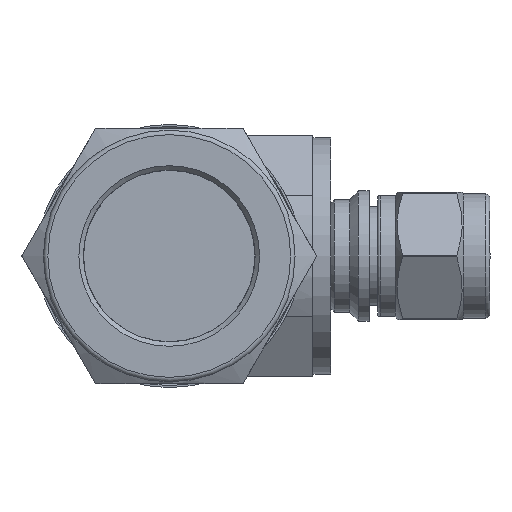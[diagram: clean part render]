
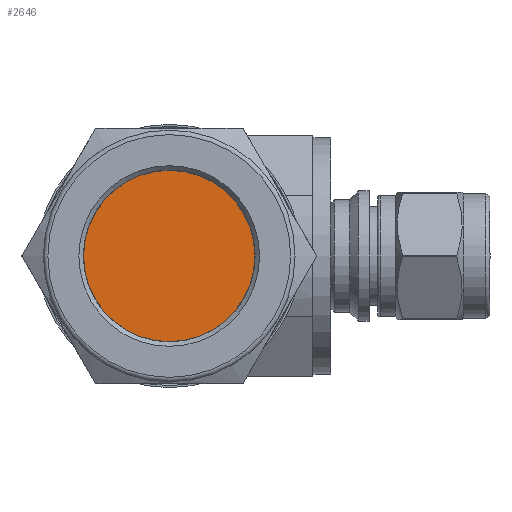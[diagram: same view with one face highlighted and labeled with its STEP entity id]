
A CAD part, left-side view. The second image highlights one B-rep face of the part: STEP entity #2646.
In plain terms, the highlighted planar face has unit normal (-1, 0, 0).
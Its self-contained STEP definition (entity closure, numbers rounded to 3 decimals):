
#237=CIRCLE('',#2960,9.6);
#406=FACE_OUTER_BOUND('',#591,.T.);
#591=EDGE_LOOP('',(#2184));
#1220=VERTEX_POINT('',#4491);
#1554=EDGE_CURVE('',#1220,#1220,#237,.T.);
#2184=ORIENTED_EDGE('',*,*,#1554,.F.);
#2491=PLANE('',#2962);
#2646=ADVANCED_FACE('',(#406),#2491,.T.);
#2960=AXIS2_PLACEMENT_3D('',#4492,#3614,#3615);
#2962=AXIS2_PLACEMENT_3D('',#4495,#3619,#3620);
#3614=DIRECTION('center_axis',(1.,0.,0.));
#3615=DIRECTION('ref_axis',(0.,0.,-1.));
#3619=DIRECTION('center_axis',(-1.,0.,0.));
#3620=DIRECTION('ref_axis',(0.,0.,1.));
#4491=CARTESIAN_POINT('',(-15.49,-9.6,0.));
#4492=CARTESIAN_POINT('Origin',(-15.49,0.,0.));
#4495=CARTESIAN_POINT('Origin',(-15.49,0.,0.));
